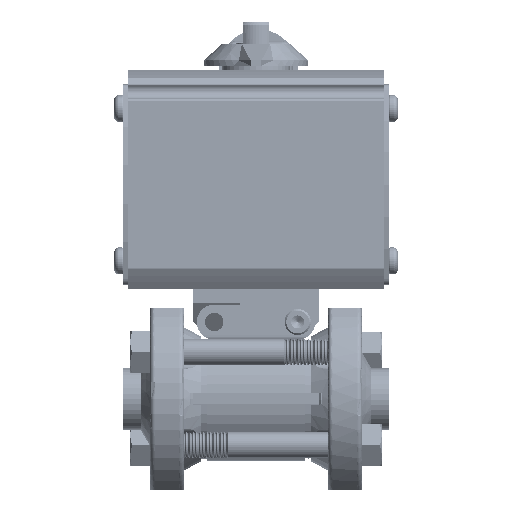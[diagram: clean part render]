
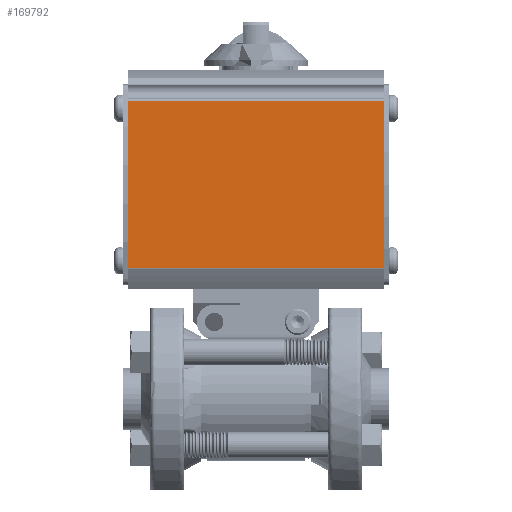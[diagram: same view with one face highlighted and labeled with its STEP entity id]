
A CAD part, top view. The second image highlights one B-rep face of the part: STEP entity #169792.
In plain terms, the highlighted planar face has unit normal (0, 0, 1).
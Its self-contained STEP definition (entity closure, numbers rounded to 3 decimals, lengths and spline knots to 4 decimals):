
#433 = VECTOR ( 'NONE', #121694, 39.3701 ) ;
#12951 = EDGE_CURVE ( 'NONE', #82831, #153733, #124080, .T. ) ;
#26276 = EDGE_CURVE ( 'NONE', #82831, #43623, #99005, .T. ) ;
#43079 = ORIENTED_EDGE ( 'NONE', *, *, #64341, .T. ) ;
#43238 = DIRECTION ( 'NONE',  ( 0., -1., 0. ) ) ;
#43623 = VERTEX_POINT ( 'NONE', #59953 ) ;
#55837 = EDGE_CURVE ( 'NONE', #64390, #153733, #153785, .T. ) ;
#58224 = CARTESIAN_POINT ( 'NONE',  ( 1.5275, 3.5694, 1.17 ) ) ;
#59953 = CARTESIAN_POINT ( 'NONE',  ( -1.5275, 3.5621, 1.17 ) ) ;
#64341 = EDGE_CURVE ( 'NONE', #64390, #43623, #80451, .T. ) ;
#64390 = VERTEX_POINT ( 'NONE', #86379 ) ;
#66385 = VECTOR ( 'NONE', #114350, 39.3701 ) ;
#70504 = ORIENTED_EDGE ( 'NONE', *, *, #12951, .T. ) ;
#78927 = PLANE ( 'NONE',  #149419 ) ;
#80451 = LINE ( 'NONE', #143697, #66385 ) ;
#82831 = VERTEX_POINT ( 'NONE', #125586 ) ;
#86379 = CARTESIAN_POINT ( 'NONE',  ( 1.5275, 3.5621, 1.17 ) ) ;
#93859 = DIRECTION ( 'NONE',  ( 0., -1., 0. ) ) ;
#94339 = VECTOR ( 'NONE', #122760, 39.3701 ) ;
#99005 = LINE ( 'NONE', #107783, #94339 ) ;
#106385 = EDGE_LOOP ( 'NONE', ( #134386, #43079, #180460, #70504 ) ) ;
#107783 = CARTESIAN_POINT ( 'NONE',  ( -1.5275, 3.5694, 1.17 ) ) ;
#108212 = CARTESIAN_POINT ( 'NONE',  ( -5.0403, 3.5694, 1.17 ) ) ;
#114350 = DIRECTION ( 'NONE',  ( -1., 0., 0. ) ) ;
#121694 = DIRECTION ( 'NONE',  ( 1., 0., 0. ) ) ;
#122760 = DIRECTION ( 'NONE',  ( 0., 1., 0. ) ) ;
#124080 = LINE ( 'NONE', #181085, #433 ) ;
#125586 = CARTESIAN_POINT ( 'NONE',  ( -1.5275, 1.5679, 1.17 ) ) ;
#134386 = ORIENTED_EDGE ( 'NONE', *, *, #55837, .F. ) ;
#143697 = CARTESIAN_POINT ( 'NONE',  ( -5.0403, 3.5621, 1.17 ) ) ;
#149126 = VECTOR ( 'NONE', #43238, 39.3701 ) ;
#149419 = AXIS2_PLACEMENT_3D ( 'NONE', #108212, #183241, #93859 ) ;
#153733 = VERTEX_POINT ( 'NONE', #189369 ) ;
#153785 = LINE ( 'NONE', #58224, #149126 ) ;
#157846 = FACE_OUTER_BOUND ( 'NONE', #106385, .T. ) ;
#169792 = ADVANCED_FACE ( 'NONE', ( #157846 ), #78927, .F. ) ;
#180460 = ORIENTED_EDGE ( 'NONE', *, *, #26276, .F. ) ;
#181085 = CARTESIAN_POINT ( 'NONE',  ( -5.0403, 1.5679, 1.17 ) ) ;
#183241 = DIRECTION ( 'NONE',  ( 0., 0., -1. ) ) ;
#189369 = CARTESIAN_POINT ( 'NONE',  ( 1.5275, 1.5679, 1.17 ) ) ;
